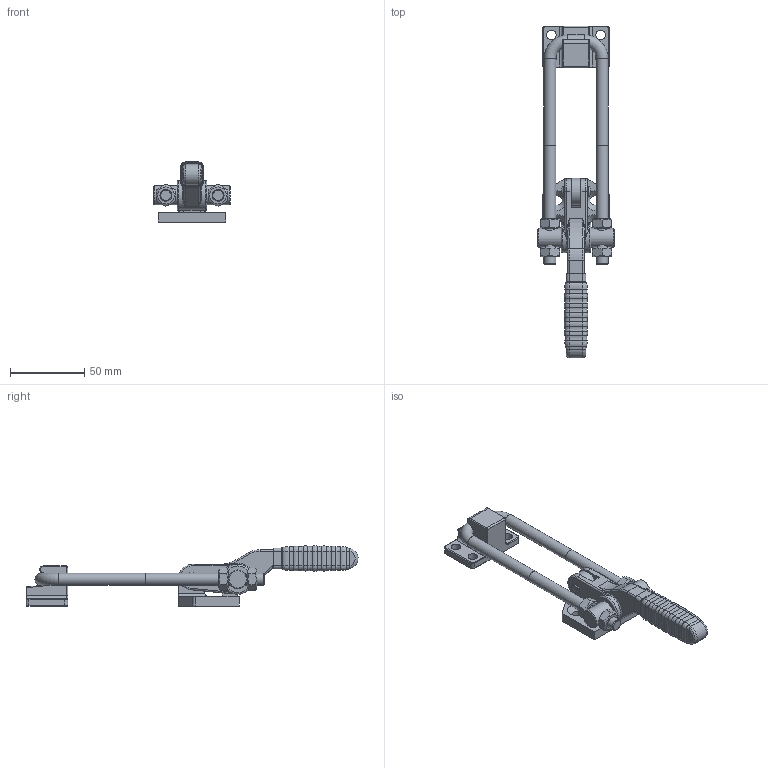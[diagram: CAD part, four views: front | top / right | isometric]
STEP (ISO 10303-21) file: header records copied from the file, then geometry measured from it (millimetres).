
FILE_DESCRIPTION(/* description */ (''),/* implementation_level */ '2;1');
FILE_NAME(/* name */ 'HC14-150.stp',/* time_stamp */ '2020-05-07T13:52:48+01:00',/* author */ ('Carl'),/* organization */ (''),/* preprocessor_version */ 'ST-DEVELOPER v17',/* originating_system */ 'Autodesk Inventor 2018',/* authorisation */ '');
FILE_SCHEMA (('AUTOMOTIVE_DESIGN { 1 0 10303 214 3 1 1 }'));
Length unit declared in the file: millimetre
Products named in the file (6): HC14 SIMPLIFIED_INC_THREAD; HC14 BASE ASSEMBLY; HC14 HOOK PIN ASSEMBLY; HC14_LP; HC14 HOOK_150 SIMPLIFIED; HC14 HANDLE ASSY
Assembly tree (5 placements, depth 2):
  HC14 SIMPLIFIED_INC_THREAD
    HC14 BASE ASSEMBLY
    HC14 HOOK PIN ASSEMBLY
    HC14_LP
    HC14 HOOK_150 SIMPLIFIED
    HC14 HANDLE ASSY
Bounding box: 51.5 x 222.88 x 40.51 mm (x, y, z)
Volume: 76223.9 mm3; surface area: 37859 mm2
Topology: 10 solids, 10 shells, 380 faces, 919 edges, 554 vertices
Faces by surface type: cylinder 149, plane 91, torus 62, bspline 52, cone 24, sphere 2
Full cylindrical faces by diameter (mm): 6.3 x4, 6.5 x8, 6.647 x4, 7.99 x2, 8 x3, 8.5 x2, 12.7 x2, 20 x1
Entity records: 12575 total; most frequent: CARTESIAN_POINT 3305, DIRECTION 1957, ORIENTED_EDGE 1850, EDGE_CURVE 925, AXIS2_PLACEMENT_3D 813, VERTEX_POINT 570, CIRCLE 470, EDGE_LOOP 419
